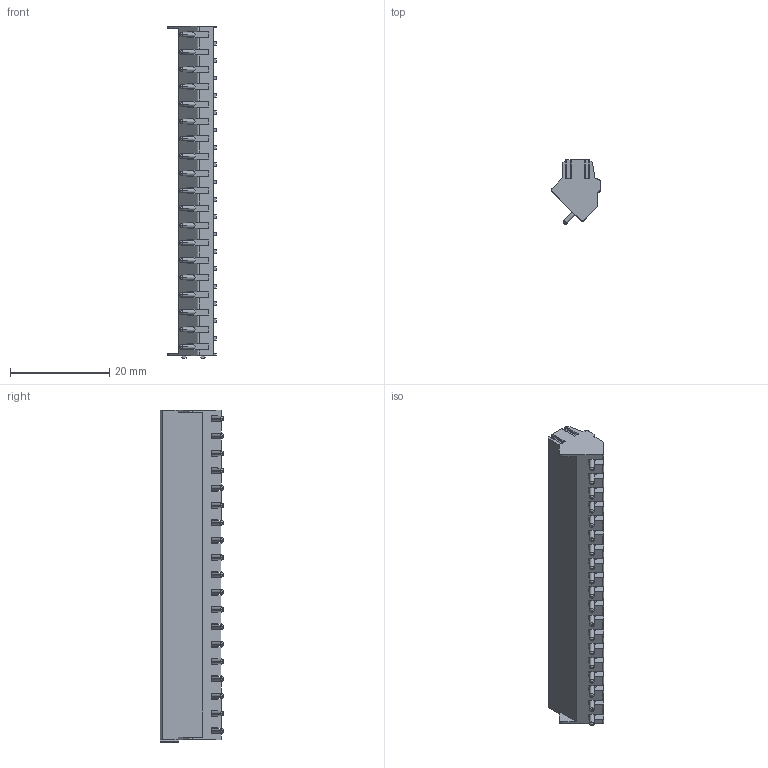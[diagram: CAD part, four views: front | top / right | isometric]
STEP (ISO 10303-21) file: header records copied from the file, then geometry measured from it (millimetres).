
FILE_DESCRIPTION((''),'2;1');
FILE_NAME('TL012A-XXP-XS','2025-04-06T',('sj'),(''),'PRO/ENGINEER BY PARAMETRIC TECHNOLOGY CORPORATION, 2013240','PRO/ENGINEER BY PARAMETRIC TECHNOLOGY CORPORATION, 2013240','');
FILE_SCHEMA(('AUTOMOTIVE_DESIGN_CC2 { 1 2 10303 214 -1 1 5 2 }'));
Length unit declared in the file: millimetre
Products named in the file (1): TL012A-XXP-XS
Bounding box: 9.81 x 12.83 x 67 mm (x, y, z)
Volume: 3877 mm3; surface area: 4800.2 mm2
Topology: 1 solids, 1 shells, 1249 faces, 3418 edges, 2228 vertices
Faces by surface type: plane 738, cylinder 359, cone 114, torus 38
Entity records: 40435 total; most frequent: CARTESIAN_POINT 8324, ORIENTED_EDGE 6836, DIRECTION 6634, EDGE_CURVE 3418, VECTOR 2244, LINE 2244, VERTEX_POINT 2228, AXIS2_PLACEMENT_3D 2195
